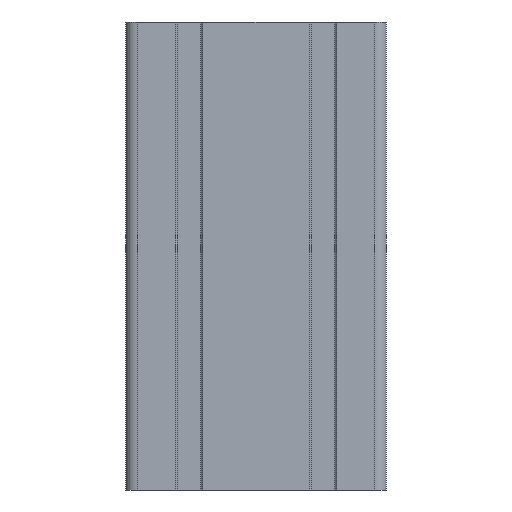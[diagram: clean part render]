
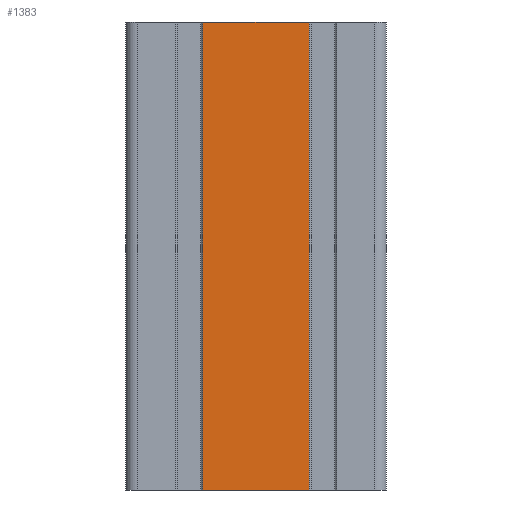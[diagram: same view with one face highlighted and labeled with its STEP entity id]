
A CAD part, front view. The second image highlights one B-rep face of the part: STEP entity #1383.
In plain terms, the highlighted planar face has unit normal (0, -1, 0).
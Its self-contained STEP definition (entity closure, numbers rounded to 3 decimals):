
#491=CARTESIAN_POINT('',(-15.9,0.0,70.0));
#492=VERTEX_POINT('',#491);
#499=CARTESIAN_POINT('',(15.9,0.,70.0));
#500=VERTEX_POINT('',#499);
#501=CARTESIAN_POINT('',(15.9,0.,70.0));
#502=DIRECTION('',(-1.0,0.0,0.0));
#503=VECTOR('',#502,31.8);
#504=LINE('',#501,#503);
#505=EDGE_CURVE('',#500,#492,#504,.T.);
#764=CARTESIAN_POINT('',(15.9,0.,-70.0));
#765=VERTEX_POINT('',#764);
#772=CARTESIAN_POINT('',(-15.9,0.0,-70.0));
#773=VERTEX_POINT('',#772);
#774=CARTESIAN_POINT('',(-15.9,0.0,-70.0));
#775=DIRECTION('',(1.0,0.0,0.0));
#776=VECTOR('',#775,31.8);
#777=LINE('',#774,#776);
#778=EDGE_CURVE('',#773,#765,#777,.T.);
#1271=CARTESIAN_POINT('',(-15.9,0.0,70.0));
#1272=DIRECTION('',(0.0,0.0,-1.0));
#1273=VECTOR('',#1272,140.0);
#1274=LINE('',#1271,#1273);
#1275=EDGE_CURVE('',#492,#773,#1274,.T.);
#1367=CARTESIAN_POINT('',(39.0,0.0,0.0));
#1368=DIRECTION('',(0.0,-1.0,0.0));
#1369=DIRECTION('',(0.0,0.0,-1.0));
#1370=AXIS2_PLACEMENT_3D('',#1367,#1368,#1369);
#1371=PLANE('',#1370);
#1372=ORIENTED_EDGE('',*,*,#1275,.T.);
#1373=ORIENTED_EDGE('',*,*,#778,.T.);
#1374=CARTESIAN_POINT('',(15.9,0.,-70.0));
#1375=DIRECTION('',(0.0,0.0,1.0));
#1376=VECTOR('',#1375,140.0);
#1377=LINE('',#1374,#1376);
#1378=EDGE_CURVE('',#765,#500,#1377,.T.);
#1379=ORIENTED_EDGE('',*,*,#1378,.T.);
#1380=ORIENTED_EDGE('',*,*,#505,.T.);
#1381=EDGE_LOOP('',(#1372,#1373,#1379,#1380));
#1382=FACE_OUTER_BOUND('',#1381,.T.);
#1383=ADVANCED_FACE('',(#1382),#1371,.T.);
